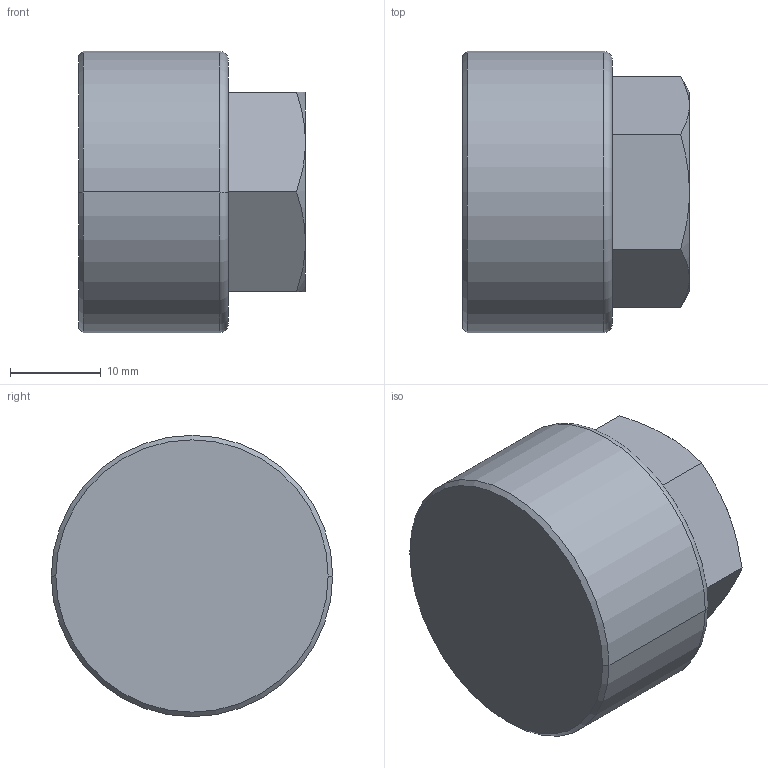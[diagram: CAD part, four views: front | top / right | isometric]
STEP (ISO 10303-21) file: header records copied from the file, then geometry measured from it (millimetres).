
FILE_DESCRIPTION(('CATIA V5 STEP Exchange'),'2;1');
FILE_NAME('STEP_599350_-_TST.stp','2017-07-26T10:00:59+00:00',('none'),('none'),'CATIA Version 5-6 Release 2014 SP5','CATIA V5 STEP AP203','none');
FILE_SCHEMA(('CONFIG_CONTROL_DESIGN'));
Length unit declared in the file: millimetre
Products named in the file (1): 599350 - TST
Bounding box: 25 x 31 x 31 mm (x, y, z)
Volume: 15972.3 mm3; surface area: 3673.5 mm2
Topology: 1 solids, 1 shells, 23 faces, 50 edges, 30 vertices
Faces by surface type: cone 10, plane 9, torus 2, cylinder 2
Entity records: 687 total; most frequent: CARTESIAN_POINT 203, ORIENTED_EDGE 100, DIRECTION 68, EDGE_CURVE 50, AXIS2_PLACEMENT_3D 35, VERTEX_POINT 30, EDGE_LOOP 24, ADVANCED_FACE 23
